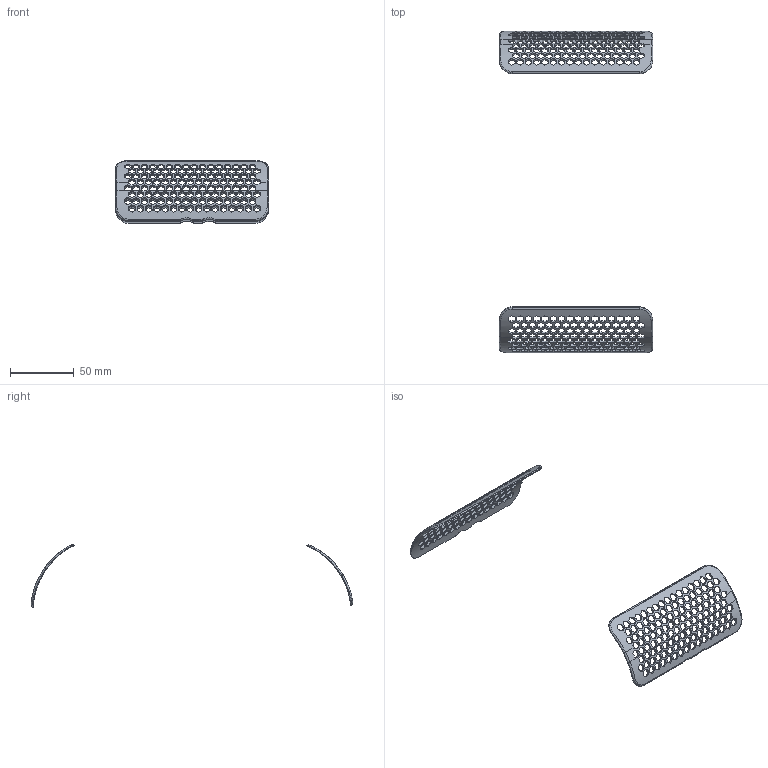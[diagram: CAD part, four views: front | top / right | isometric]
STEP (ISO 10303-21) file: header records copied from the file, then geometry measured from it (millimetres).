
FILE_DESCRIPTION(/* description */ (''),/* implementation_level */ '2;1');
FILE_NAME(/* name */ 'grilles_laterales_3d_printed.step',/* time_stamp */ '2022-02-09T19:39:32+01:00',/* author */ (''),/* organization */ (''),/* preprocessor_version */ 'ST-DEVELOPER v18.1',/* originating_system */ 'Autodesk Translation Framework v10.13.0.1454',/* authorisation */ '');
FILE_SCHEMA (('AUTOMOTIVE_DESIGN { 1 0 10303 214 3 1 1 }'));
Products named in the file (2): (Non enregistré); body_grille1
Assembly tree (1 placements, depth 2):
  (Non enregistré)
    body_grille1
Bounding box: 120 x 252.07 x 49.09 mm (x, y, z)
Volume: 12866.5 mm3; surface area: 24965 mm2
Topology: 2 solids, 2 shells, 1602 faces, 5058 edges, 3364 vertices
Faces by surface type: plane 1550, cylinder 30, bspline 14, torus 8
Entity records: 59973 total; most frequent: CARTESIAN_POINT 14667, ORIENTED_EDGE 10116, DIRECTION 8952, EDGE_CURVE 5058, AXIS2_PLACEMENT_3D 3491, VERTEX_POINT 3364, EDGE_LOOP 2018, LINE 1970
